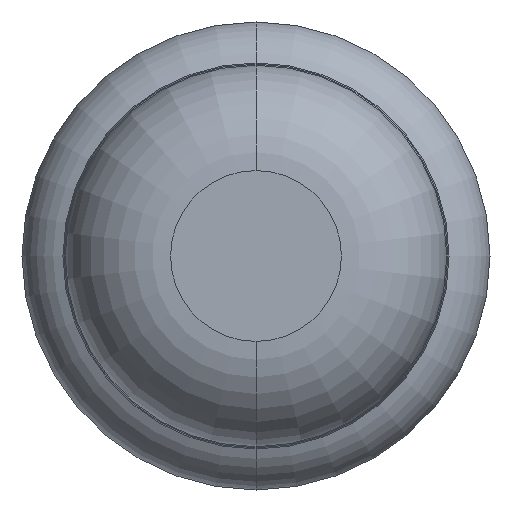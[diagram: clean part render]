
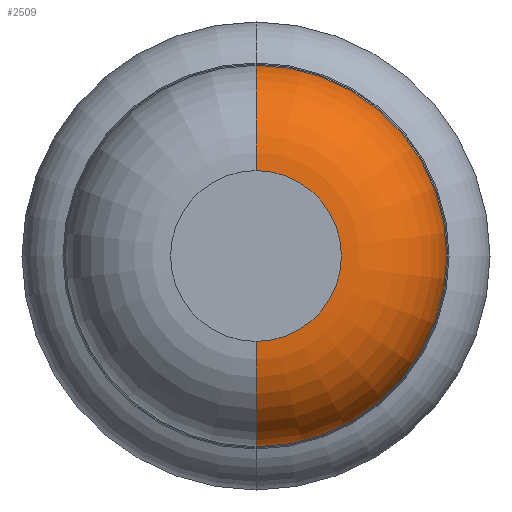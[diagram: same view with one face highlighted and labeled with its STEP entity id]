
A CAD part, front view. The second image highlights one B-rep face of the part: STEP entity #2509.
In plain terms, the highlighted toroidal (fillet/blend) face has major radius 0.365 mm and minor radius 0.45 mm.
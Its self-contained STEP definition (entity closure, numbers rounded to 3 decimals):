
#148 = DIRECTION ( 'NONE',  ( 0., 0., 1. ) ) ;
#329 = DIRECTION ( 'NONE',  ( 0., 0., 1. ) ) ;
#332 = AXIS2_PLACEMENT_3D ( 'NONE', #1142, #4064, #1850 ) ;
#377 = EDGE_CURVE ( 'Defeature ausgef�hrt1_4+Defeature ausgef�hrt1_3+Defeature ausgef�hrt1_3+Defeature ausgef�hrt1_3', #2224, #1218, #1549, .T. ) ;
#426 = VERTEX_POINT ( 'NONE', #3333 ) ;
#473 = ORIENTED_EDGE ( 'NONE', *, *, #377, .F. ) ;
#526 = CARTESIAN_POINT ( 'NONE',  ( 0., -34.45, 0. ) ) ;
#635 = ORIENTED_EDGE ( 'NONE', *, *, #2648, .T. ) ;
#978 = ORIENTED_EDGE ( 'NONE', *, *, #4070, .F. ) ;
#1142 = CARTESIAN_POINT ( 'NONE',  ( 0., -34.45, 0. ) ) ;
#1143 = CARTESIAN_POINT ( 'NONE',  ( 0., -34.45, -0.815 ) ) ;
#1218 = VERTEX_POINT ( 'NONE', #1143 ) ;
#1407 = CARTESIAN_POINT ( 'NONE',  ( 0., -34.9, 0. ) ) ;
#1439 = AXIS2_PLACEMENT_3D ( 'NONE', #1407, #2541, #329 ) ;
#1455 = CIRCLE ( 'NONE', #1439, 0.365 ) ;
#1549 = CIRCLE ( 'NONE', #332, 0.815 ) ;
#1637 = DIRECTION ( 'NONE',  ( 0., 0., 1. ) ) ;
#1850 = DIRECTION ( 'NONE',  ( 0., 0., 1. ) ) ;
#2045 = VERTEX_POINT ( 'NONE', #3398 ) ;
#2224 = VERTEX_POINT ( 'NONE', #2519 ) ;
#2360 = CIRCLE ( 'NONE', #2729, 0.45 ) ;
#2388 = DIRECTION ( 'NONE',  ( 0., 1., 0. ) ) ;
#2468 = ORIENTED_EDGE ( 'NONE', *, *, #2672, .T. ) ;
#2509 = ADVANCED_FACE ( 'Defeature ausgef�hrt1_3', ( #3102 ), #4002, .T. ) ;
#2519 = CARTESIAN_POINT ( 'NONE',  ( 0., -34.45, 0.815 ) ) ;
#2541 = DIRECTION ( 'NONE',  ( 0., 1., 0. ) ) ;
#2648 = EDGE_CURVE ( 'NONE', #2045, #1218, #2360, .T. ) ;
#2672 = EDGE_CURVE ( 'Defeature ausgef�hrt1_3+Defeature ausgef�hrt1_2+Defeature ausgef�hrt1_2+Defeature ausgef�hrt1_2', #426, #2045, #1455, .T. ) ;
#2729 = AXIS2_PLACEMENT_3D ( 'NONE', #3492, #3916, #3882 ) ;
#3102 = FACE_OUTER_BOUND ( 'NONE', #3217, .T. ) ;
#3217 = EDGE_LOOP ( 'NONE', ( #2468, #635, #473, #978 ) ) ;
#3288 = CIRCLE ( 'NONE', #4048, 0.45 ) ;
#3333 = CARTESIAN_POINT ( 'NONE',  ( 0., -34.9, 0.365 ) ) ;
#3398 = CARTESIAN_POINT ( 'NONE',  ( 0., -34.9, -0.365 ) ) ;
#3484 = CARTESIAN_POINT ( 'NONE',  ( 0., -34.45, 0.365 ) ) ;
#3492 = CARTESIAN_POINT ( 'NONE',  ( 0., -34.45, -0.365 ) ) ;
#3882 = DIRECTION ( 'NONE',  ( 0., 0., -1. ) ) ;
#3916 = DIRECTION ( 'NONE',  ( 1., 0., 0. ) ) ;
#4002 = TOROIDAL_SURFACE ( 'NONE', #4820, 0.365, 0.45 ) ;
#4048 = AXIS2_PLACEMENT_3D ( 'NONE', #3484, #4615, #1637 ) ;
#4064 = DIRECTION ( 'NONE',  ( 0., 1., 0. ) ) ;
#4070 = EDGE_CURVE ( 'NONE', #426, #2224, #3288, .T. ) ;
#4615 = DIRECTION ( 'NONE',  ( -1., 0., 0. ) ) ;
#4820 = AXIS2_PLACEMENT_3D ( 'NONE', #526, #2388, #148 ) ;
